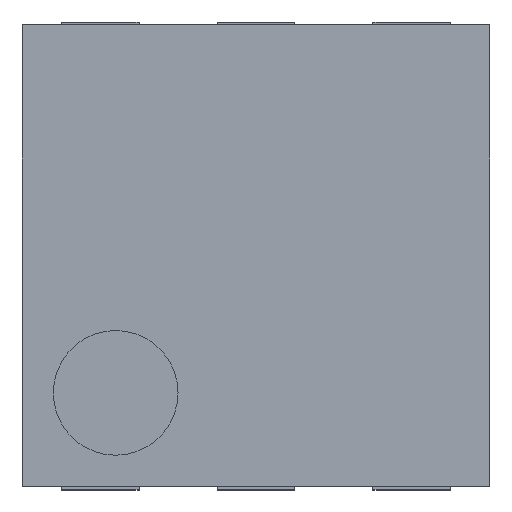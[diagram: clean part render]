
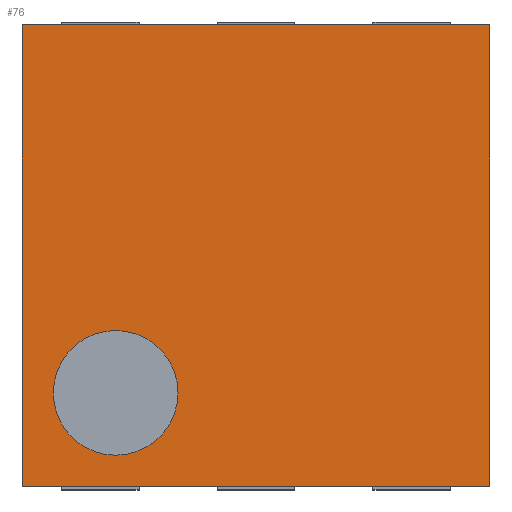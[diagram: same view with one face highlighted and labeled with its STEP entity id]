
A CAD part, top view. The second image highlights one B-rep face of the part: STEP entity #76.
In plain terms, the highlighted planar face has unit normal (0, 0, 1).
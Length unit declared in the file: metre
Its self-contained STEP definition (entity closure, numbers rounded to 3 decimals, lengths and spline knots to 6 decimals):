
#76=ADVANCED_FACE('0:9400',(#190,#191),#192,.T.);
#190=FACE_BOUND('',#340,.T.);
#191=FACE_OUTER_BOUND('',#341,.T.);
#192=PLANE('',#342);
#340=EDGE_LOOP('',(#494,#495));
#341=EDGE_LOOP('',(#496,#497,#498,#499));
#342=AXIS2_PLACEMENT_3D('',#500,#501,#502);
#494=ORIENTED_EDGE('',*,*,#937,.F.);
#495=ORIENTED_EDGE('',*,*,#932,.F.);
#496=ORIENTED_EDGE('',*,*,#939,.F.);
#497=ORIENTED_EDGE('',*,*,#940,.F.);
#498=ORIENTED_EDGE('',*,*,#941,.F.);
#499=ORIENTED_EDGE('',*,*,#942,.F.);
#500=CARTESIAN_POINT('',(0.0,0.0,0.00077));
#501=DIRECTION('',(0.0,0.0,1.0));
#502=DIRECTION('',(1.0,0.0,0.0));
#932=EDGE_CURVE('0:9629',#1111,#1114,#1115,.T.);
#937=EDGE_CURVE('0:9629',#1114,#1111,#1121,.T.);
#939=EDGE_CURVE('0:9428',#1123,#1124,#1125,.T.);
#940=EDGE_CURVE('0:1183',#1126,#1123,#1127,.T.);
#941=EDGE_CURVE('0:1213',#1128,#1126,#1129,.T.);
#942=EDGE_CURVE('0:9448',#1124,#1128,#1130,.T.);
#1111=VERTEX_POINT('',#1379);
#1114=VERTEX_POINT('',#1383);
#1115=CIRCLE('',#1384,0.0002);
#1121=CIRCLE('',#1391,0.0002);
#1123=VERTEX_POINT('',#1393);
#1124=VERTEX_POINT('',#1394);
#1125=LINE('',#1395,#1396);
#1126=VERTEX_POINT('',#1397);
#1127=LINE('',#1398,#1399);
#1128=VERTEX_POINT('',#1400);
#1129=LINE('',#1401,#1402);
#1130=LINE('',#1403,#1404);
#1379=CARTESIAN_POINT('',(-0.00065,-0.00044,0.00077));
#1383=CARTESIAN_POINT('',(-0.00025,-0.00044,0.00077));
#1384=AXIS2_PLACEMENT_3D('',#1775,#1776,#1777);
#1391=AXIS2_PLACEMENT_3D('',#1785,#1786,#1787);
#1393=CARTESIAN_POINT('',(0.00075,-0.00074,0.00077));
#1394=CARTESIAN_POINT('',(-0.00075,-0.00074,0.00077));
#1395=CARTESIAN_POINT('',(0.0,-0.00074,0.00077));
#1396=VECTOR('',#1788,1.0);
#1397=CARTESIAN_POINT('',(0.00075,0.00074,0.00077));
#1398=CARTESIAN_POINT('',(0.00075,-0.00075,0.00077));
#1399=VECTOR('',#1789,1.0);
#1400=CARTESIAN_POINT('',(-0.00075,0.00074,0.00077));
#1401=CARTESIAN_POINT('',(0.0,0.00074,0.00077));
#1402=VECTOR('',#1790,1.0);
#1403=CARTESIAN_POINT('',(-0.00075,0.00075,0.00077));
#1404=VECTOR('',#1791,1.0);
#1775=CARTESIAN_POINT('',(-0.00045,-0.00044,0.00077));
#1776=DIRECTION('',(0.0,0.0,1.0));
#1777=DIRECTION('',(1.0,0.0,0.0));
#1785=CARTESIAN_POINT('',(-0.00045,-0.00044,0.00077));
#1786=DIRECTION('',(0.0,0.0,1.0));
#1787=DIRECTION('',(1.0,0.0,0.0));
#1788=DIRECTION('',(-1.0,0.0,0.0));
#1789=DIRECTION('',(-0.0,-1.0,-0.0));
#1790=DIRECTION('',(1.0,0.0,0.0));
#1791=DIRECTION('',(0.0,1.0,0.0));
